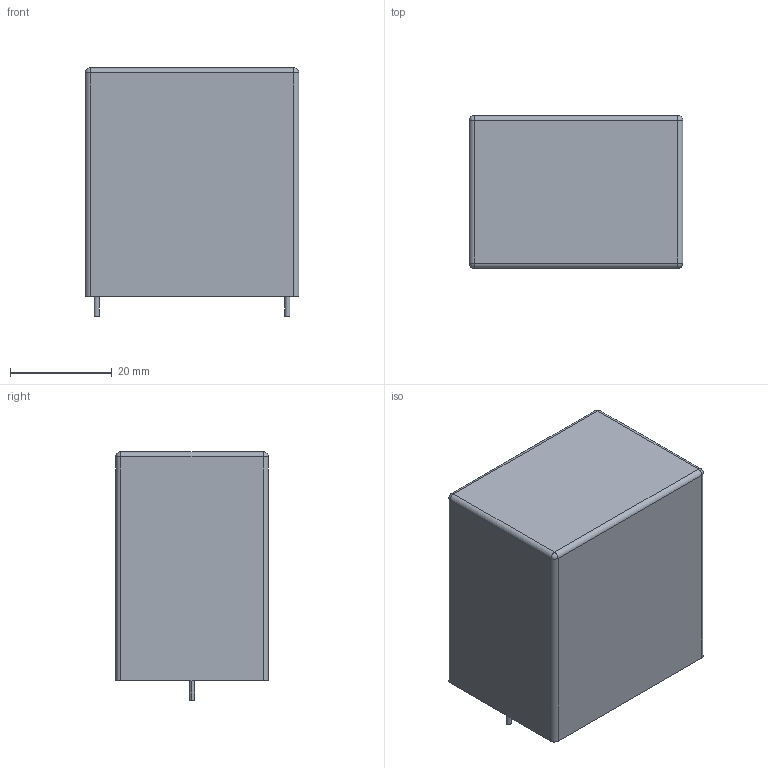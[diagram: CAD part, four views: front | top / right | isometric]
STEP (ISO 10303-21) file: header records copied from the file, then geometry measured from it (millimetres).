
FILE_DESCRIPTION((''),'2;1');
FILE_NAME('CAPR3750-3000X4200X4500.stp','2015-09-17T13:54:17',(''),(''),'Mechanical Desktop 2011','Mechanical Desktop 2011',', , ');
FILE_SCHEMA(('AUTOMOTIVE_DESIGN { 1 2 10303 214 1 1 1 1 }'));
Length unit declared in the file: millimetre
Products named in the file (1): Product
Bounding box: 42 x 30 x 48.8 mm (x, y, z)
Volume: 56637.1 mm3; surface area: 8886.5 mm2
Topology: 3 solids, 3 shells, 26 faces, 50 edges, 32 vertices
Faces by surface type: cylinder 12, bspline 6, sphere 4, plane 4
Entity records: 712 total; most frequent: CARTESIAN_POINT 125, DIRECTION 116, ORIENTED_EDGE 96, EDGE_CURVE 48, AXIS2_PLACEMENT_3D 45, VERTEX_POINT 28, EDGE_LOOP 26, FACE_OUTER_BOUND 26
